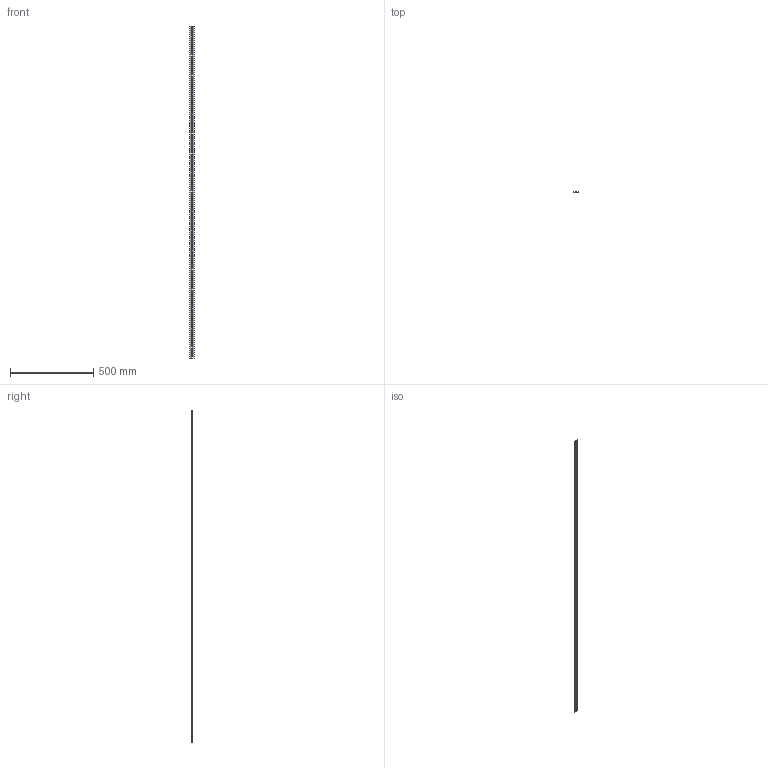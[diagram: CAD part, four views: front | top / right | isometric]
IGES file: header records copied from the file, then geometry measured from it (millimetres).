
Start section: SolidWorks IGES file using analytic representation for surfaces
Global section: file name: B-218-1.IGS; native system: SolidWorks 2014; preprocessor: SolidWorks 2014; author: 1337yo; date: 190531.101835; units: millimetre
Bounding box: 27 x 4.7 x 2000 mm (x, y, z)
Surface area: 151877.2 mm2 (no closed solid volume)
Topology: 0 solids, 0 shells, 1041 faces, 21930 edges, 21930 vertices
Faces by surface type: revolution 557, bspline 484
